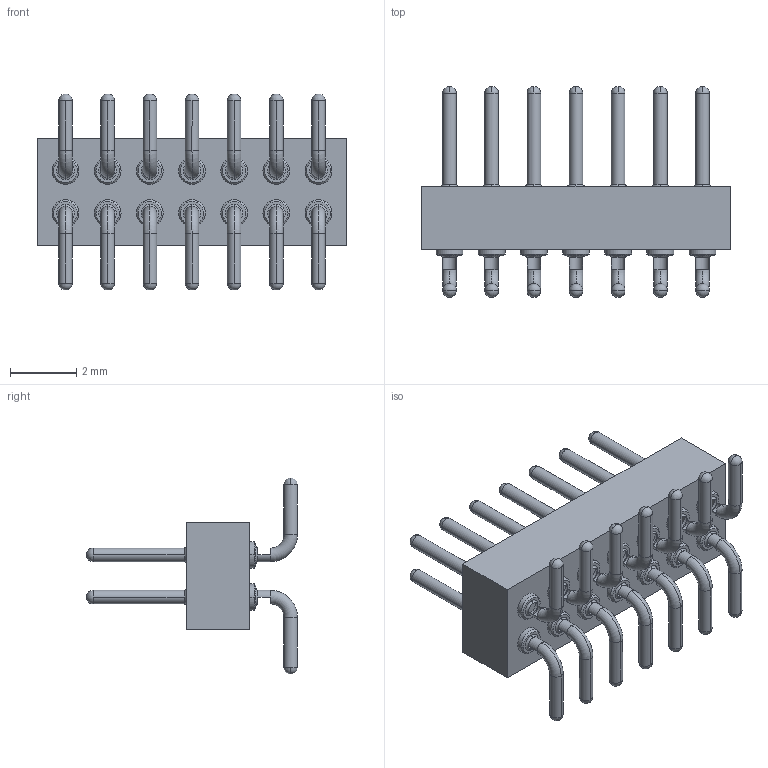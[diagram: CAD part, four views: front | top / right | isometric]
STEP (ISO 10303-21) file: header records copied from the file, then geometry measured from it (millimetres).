
FILE_DESCRIPTION(('STEP AP214'),'1');
FILE_NAME(' ',' ',('TraceParts'),('TraceParts S.A.'),'XStep 1.0',' ',' ');
FILE_SCHEMA(('automotive_design'));
Length unit declared in the file: millimetre
Products named in the file (1): 1
Bounding box: 9.3 x 6.35 x 5.9 mm (x, y, z)
Volume: 69.9 mm3; surface area: 219.6 mm2
Topology: 1 solids, 1 shells, 356 faces, 978 edges, 666 vertices
Faces by surface type: torus 140, cylinder 112, plane 76, cone 28
Entity records: 23140 total; most frequent: DIRECTION 2406, CARTESIAN_POINT 2281, STYLED_ITEM 2000, PRESENTATION_STYLE_ASSIGNMENT 2000, COLOUR_RGB 2000, ORIENTED_EDGE 1956, AXIS2_PLACEMENT_3D 1127, EDGE_CURVE 978
